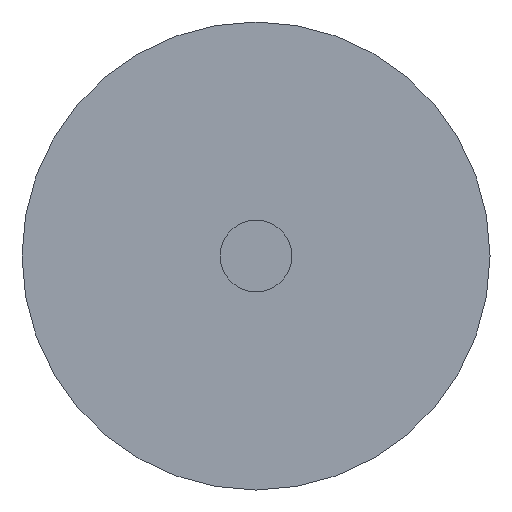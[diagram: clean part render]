
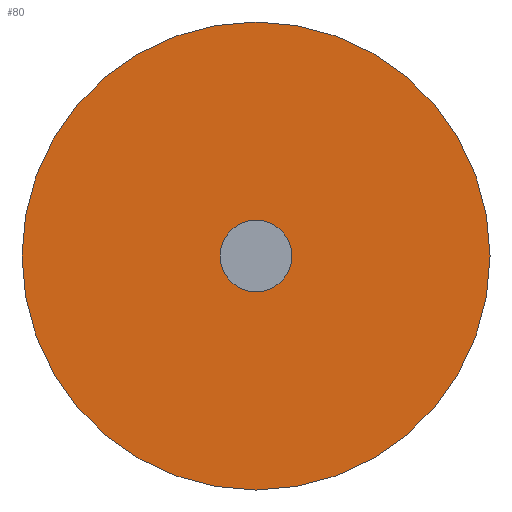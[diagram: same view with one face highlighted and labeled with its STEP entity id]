
A CAD part, front view. The second image highlights one B-rep face of the part: STEP entity #80.
In plain terms, the highlighted planar face has unit normal (0, -1, 0).
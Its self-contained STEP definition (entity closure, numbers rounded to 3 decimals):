
#19=FACE_BOUND('',#33,.T.);
#22=PLANE('',#106);
#27=FACE_OUTER_BOUND('',#32,.T.);
#32=EDGE_LOOP('',(#72));
#33=EDGE_LOOP('',(#73));
#38=CIRCLE('',#97,1.5);
#43=CIRCLE('',#105,9.8);
#44=VERTEX_POINT('',#141);
#49=VERTEX_POINT('',#155);
#50=EDGE_CURVE('',#44,#44,#38,.F.);
#57=EDGE_CURVE('',#49,#49,#43,.F.);
#72=ORIENTED_EDGE('',*,*,#57,.F.);
#73=ORIENTED_EDGE('',*,*,#50,.T.);
#80=ADVANCED_FACE('',(#27,#19),#22,.F.);
#97=AXIS2_PLACEMENT_3D('',#142,#114,#115);
#105=AXIS2_PLACEMENT_3D('',#157,#132,#133);
#106=AXIS2_PLACEMENT_3D('',#158,#134,#135);
#114=DIRECTION('center_axis',(0.,-1.,0.));
#115=DIRECTION('ref_axis',(1.,0.,0.));
#132=DIRECTION('center_axis',(0.,-1.,0.));
#133=DIRECTION('ref_axis',(1.,0.,0.));
#134=DIRECTION('center_axis',(0.,1.,0.));
#135=DIRECTION('ref_axis',(1.,0.,0.));
#141=CARTESIAN_POINT('',(-5.1,0.,0.));
#142=CARTESIAN_POINT('Origin',(-3.6,0.,0.));
#155=CARTESIAN_POINT('',(-13.4,0.,0.));
#157=CARTESIAN_POINT('Origin',(-3.6,0.,0.));
#158=CARTESIAN_POINT('Origin',(-3.6,0.,0.));
